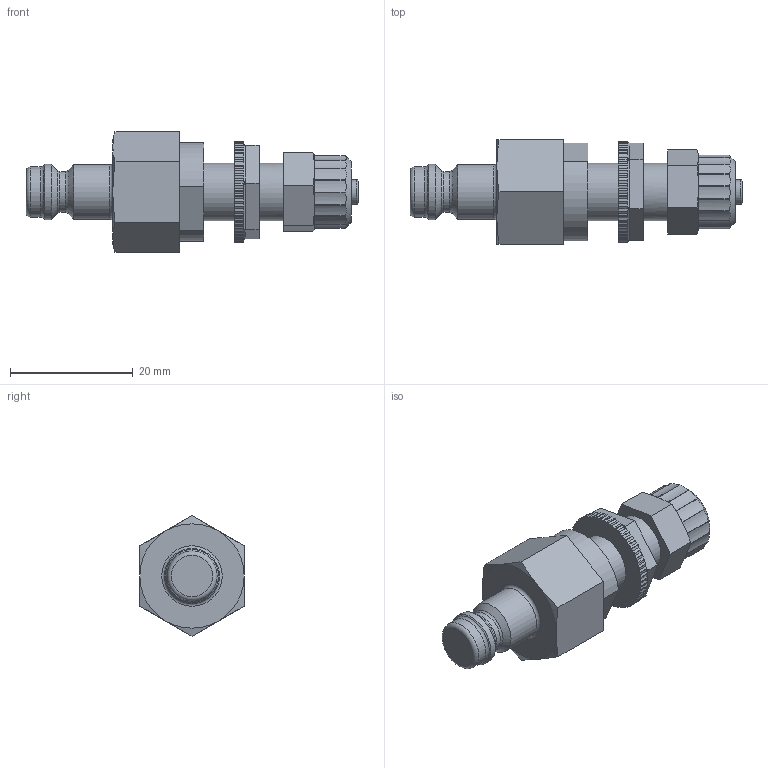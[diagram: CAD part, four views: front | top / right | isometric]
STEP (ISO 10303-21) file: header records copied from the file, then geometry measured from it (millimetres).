
FILE_DESCRIPTION((''),'2;1');
FILE_NAME('21sbks06dpx.stp','2013-10-25T10:38:24',('IA176480'),(''),'Autodesk Inventor 2013','Autodesk Inventor 2013','');
FILE_SCHEMA(('AUTOMOTIVE_DESIGN { 1 0 10303 214 1 1 1 1 }'));
Length unit declared in the file: millimetre
Products named in the file (1): D108171
Bounding box: 54.1 x 17 x 19.63 mm (x, y, z)
Volume: 6525.7 mm3; surface area: 3726.9 mm2
Topology: 1 solids, 3 shells, 337 faces, 889 edges, 567 vertices
Faces by surface type: plane 179, cylinder 126, cone 22, torus 10
Full cylindrical faces by diameter (mm): 3.95 x1, 4.6 x1, 6.2 x1, 6.65 x1, 8.15 x1, 8.437 x1, 8.77 x1, 8.85 x1, 8.92 x1, 9 x1, 9.35 x2, 10.5 x1, 11.445 x2, 13.3 x1
Entity records: 10208 total; most frequent: CARTESIAN_POINT 1878, DIRECTION 1762, ORIENTED_EDGE 1688, EDGE_CURVE 844, AXIS2_PLACEMENT_3D 622, VERTEX_POINT 558, VECTOR 518, LINE 518
